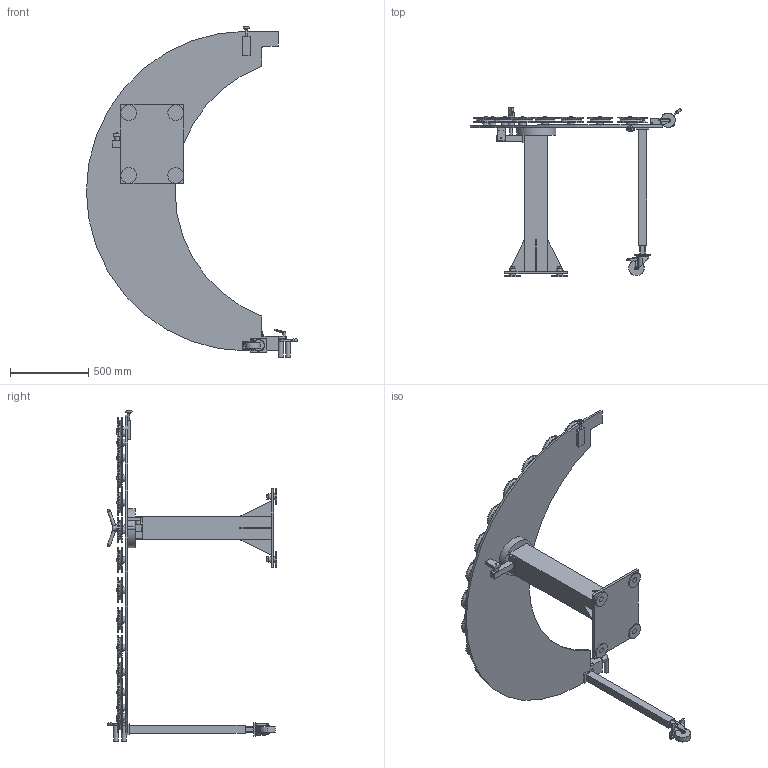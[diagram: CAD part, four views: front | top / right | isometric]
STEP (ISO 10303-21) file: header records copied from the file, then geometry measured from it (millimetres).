
FILE_DESCRIPTION (( 'STEP AP203' ), '1' );
FILE_NAME ('250723 STEP 3-300108-00_11361A.STEP', '2025-07-23T06:49:10', ( '' ), ( '' ), 'SwSTEP 2.0', 'SolidWorks 2024', '' );
FILE_SCHEMA (( 'CONFIG_CONTROL_DESIGN' ));
Length unit declared in the file: millimetre
Products named in the file (1): 250723 STEP 3-300108-00_11361A
Bounding box: 1347.72 x 1081.06 x 2106.49 mm (x, y, z)
Volume: 55754408.3 mm3; surface area: 5041566.1 mm2
Topology: 1 solids, 6 shells, 538 faces, 1174 edges, 775 vertices
Faces by surface type: plane 274, cylinder 159, cone 51, bspline 33, torus 18, sphere 3
Full cylindrical faces by diameter (mm): 6.8 x4, 8 x2, 12 x1, 17 x16, 17.5 x1, 18 x1, 20 x3, 25 x1, 30 x3, 35 x8, 36 x4, 40 x1, 45 x16, 75 x1, 90 x1, 98.194 x2, 100 x4, 160 x32, 250 x1
Entity records: 17581 total; most frequent: CARTESIAN_POINT 6690, DIRECTION 2257, ORIENTED_EDGE 1914, EDGE_CURVE 957, AXIS2_PLACEMENT_3D 917, EDGE_LOOP 823, VERTEX_POINT 708, FACE_OUTER_BOUND 641
